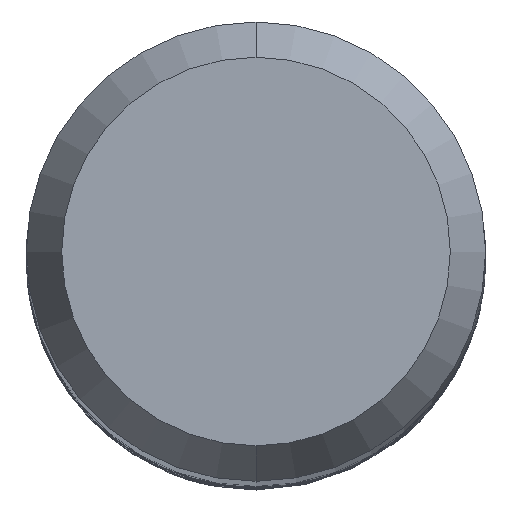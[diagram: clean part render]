
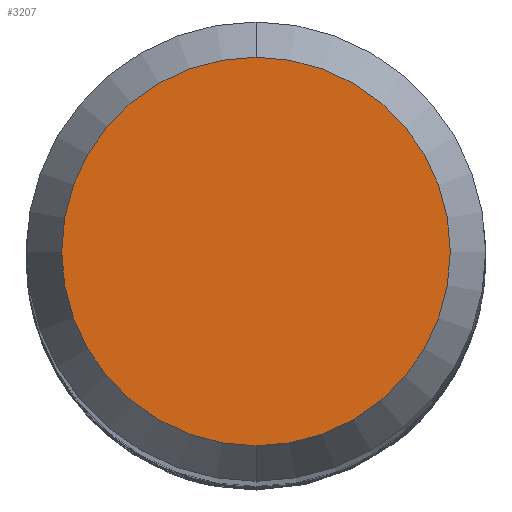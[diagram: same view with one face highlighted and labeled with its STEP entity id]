
A CAD part, top view. The second image highlights one B-rep face of the part: STEP entity #3207.
In plain terms, the highlighted planar face has unit normal (0, 0, 1).
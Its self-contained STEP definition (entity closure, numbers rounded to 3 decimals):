
#1297=VERTEX_POINT('',#3452);
#1435=EDGE_CURVE('',#1297,#2911,#3601,.T.);
#1997=EDGE_CURVE('',#2911,#1297,#4213,.T.);
#2911=VERTEX_POINT('',#5204);
#3207=ADVANCED_FACE('',(#5530),#5531,.T.);
#3452=CARTESIAN_POINT('',(0.0,2.538,0.0));
#3601=CIRCLE('',#10887,2.538);
#4213=CIRCLE('',#17909,2.538);
#5204=CARTESIAN_POINT('',(0.,-2.538,0.0));
#5530=FACE_OUTER_BOUND('',#29334,.T.);
#5531=PLANE('',#29335);
#10887=AXIS2_PLACEMENT_3D('',#29710,#29711,#29712);
#17909=AXIS2_PLACEMENT_3D('',#30388,#30389,#30390);
#29334=EDGE_LOOP('',(#31835,#31836));
#29335=AXIS2_PLACEMENT_3D('',#31837,#31838,#31839);
#29710=CARTESIAN_POINT('',(0.0,0.0,0.0));
#29711=DIRECTION('',(0.0,0.0,-1.0));
#29712=DIRECTION('',(0.0,1.0,0.0));
#30388=CARTESIAN_POINT('',(0.0,0.0,0.0));
#30389=DIRECTION('',(0.0,0.0,-1.0));
#30390=DIRECTION('',(0.0,1.0,0.0));
#31835=ORIENTED_EDGE('',*,*,#1435,.F.);
#31836=ORIENTED_EDGE('',*,*,#1997,.F.);
#31837=CARTESIAN_POINT('',(0.0,1.269,0.0));
#31838=DIRECTION('',(-0.0,0.0,1.0));
#31839=DIRECTION('',(0.0,-1.0,0.0));
